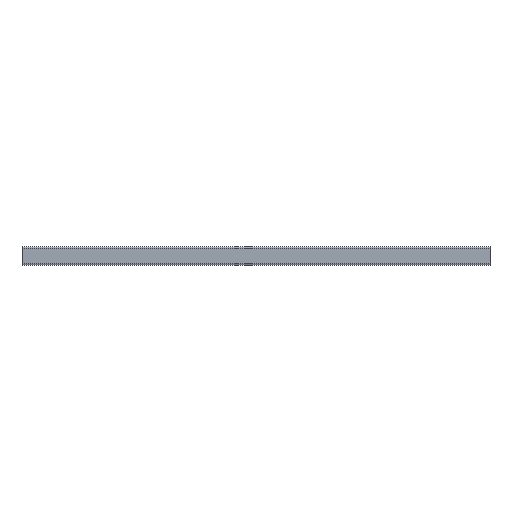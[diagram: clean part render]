
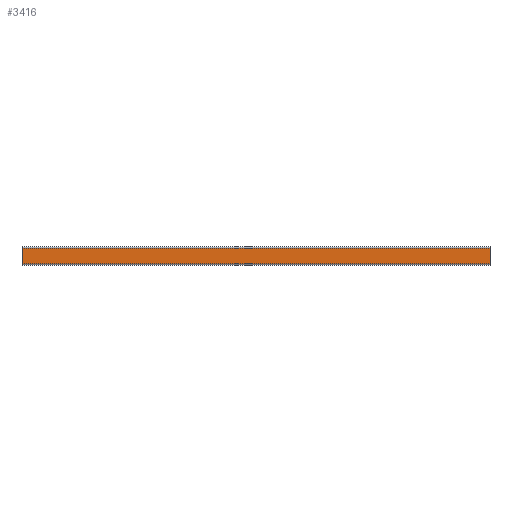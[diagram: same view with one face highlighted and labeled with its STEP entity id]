
A CAD part, left-side view. The second image highlights one B-rep face of the part: STEP entity #3416.
In plain terms, the highlighted planar face has unit normal (-1, 0, 0).
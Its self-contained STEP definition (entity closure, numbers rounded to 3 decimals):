
#3358=CARTESIAN_POINT('',(-37.,0.0,37.));
#3359=VERTEX_POINT('',#3358);
#3368=CARTESIAN_POINT('',(-37.,1000.0,37.));
#3369=VERTEX_POINT('',#3368);
#3377=CARTESIAN_POINT('',(-37.,0.0,37.));
#3378=DIRECTION('',(0.0,1.0,0.0));
#3379=VECTOR('',#3378,1000.0);
#3380=LINE('',#3377,#3379);
#3381=EDGE_CURVE('',#3359,#3369,#3380,.T.);
#3386=CARTESIAN_POINT('',(-37.,0.0,3.));
#3387=DIRECTION('',(-1.0,0.0,0.0));
#3388=DIRECTION('',(0.0,0.0,1.0));
#3389=AXIS2_PLACEMENT_3D('',#3386,#3387,#3388);
#3390=PLANE('',#3389);
#3391=CARTESIAN_POINT('',(-37.,0.0,3.));
#3392=VERTEX_POINT('',#3391);
#3393=CARTESIAN_POINT('',(-37.,0.0,37.));
#3394=DIRECTION('',(0.0,0.0,-1.0));
#3395=VECTOR('',#3394,34.);
#3396=LINE('',#3393,#3395);
#3397=EDGE_CURVE('',#3359,#3392,#3396,.T.);
#3398=ORIENTED_EDGE('',*,*,#3397,.F.);
#3399=ORIENTED_EDGE('',*,*,#3381,.T.);
#3400=CARTESIAN_POINT('',(-37.,1000.0,3.));
#3401=VERTEX_POINT('',#3400);
#3402=CARTESIAN_POINT('',(-37.,1000.0,3.0));
#3403=DIRECTION('',(0.0,0.0,1.0));
#3404=VECTOR('',#3403,34.);
#3405=LINE('',#3402,#3404);
#3406=EDGE_CURVE('',#3401,#3369,#3405,.T.);
#3407=ORIENTED_EDGE('',*,*,#3406,.F.);
#3408=CARTESIAN_POINT('',(-37.,0.0,3.));
#3409=DIRECTION('',(0.0,1.0,0.0));
#3410=VECTOR('',#3409,1000.0);
#3411=LINE('',#3408,#3410);
#3412=EDGE_CURVE('',#3392,#3401,#3411,.T.);
#3413=ORIENTED_EDGE('',*,*,#3412,.F.);
#3414=EDGE_LOOP('',(#3398,#3399,#3407,#3413));
#3415=FACE_OUTER_BOUND('',#3414,.T.);
#3416=ADVANCED_FACE('',(#3415),#3390,.T.);
